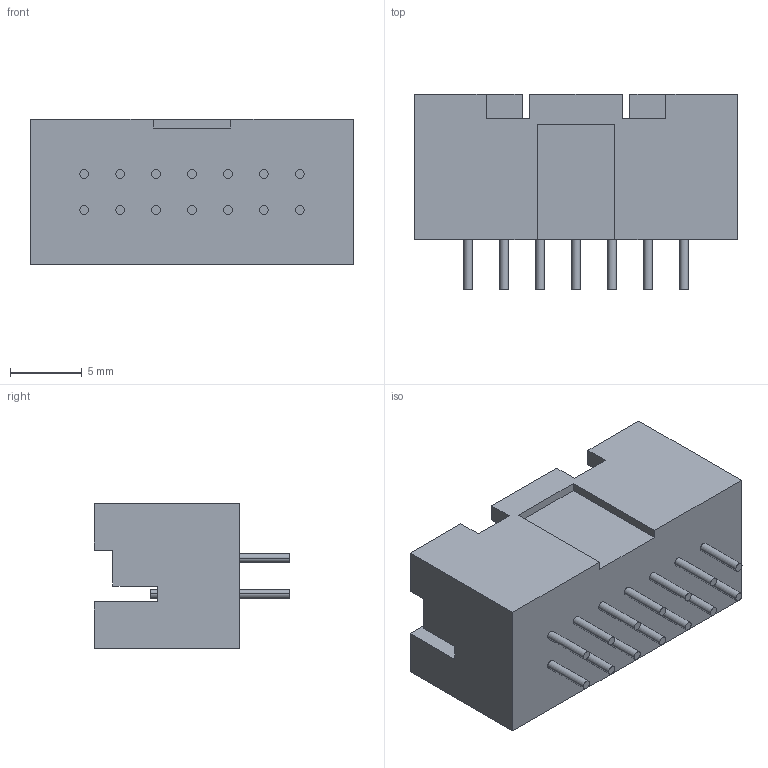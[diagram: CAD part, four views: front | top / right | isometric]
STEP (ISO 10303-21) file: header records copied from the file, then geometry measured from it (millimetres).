
FILE_DESCRIPTION (( 'STEP AP214' ), '1' );
FILE_NAME ('JST_XAD_B14B-XADSS-N_2x07_P2.50mm_Vertical.step', '2020-06-06T17:13:33', ( '' ), ( '' ), 'SwSTEP 2.0', 'SolidWorks 2018', '' );
FILE_SCHEMA (( 'AUTOMOTIVE_DESIGN' ));
Length unit declared in the file: inch
Products named in the file (1): JST_XAD_B14B-XADSS-N_2x07_P2.50mm_Vertical
Bounding box: 22.5 x 13.6 x 10.1 mm (x, y, z)
Volume: 1065.8 mm3; surface area: 1800.7 mm2
Topology: 1 solids, 1 shells, 200 faces, 468 edges, 312 vertices
Faces by surface type: plane 144, cylinder 56
Entity records: 6844 total; most frequent: DIRECTION 982, CARTESIAN_POINT 981, ORIENTED_EDGE 936, EDGE_CURVE 468, VECTOR 356, LINE 356, AXIS2_PLACEMENT_3D 313, VERTEX_POINT 312
